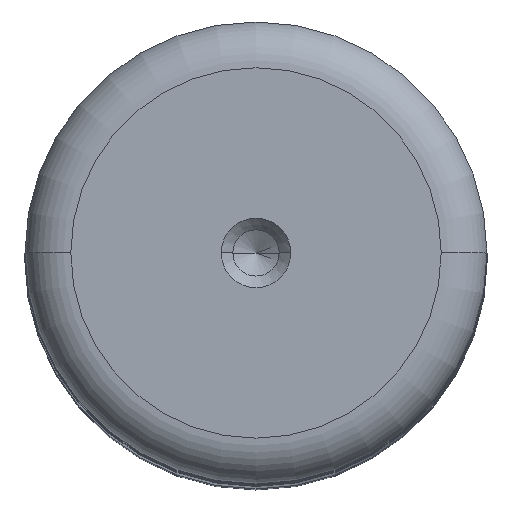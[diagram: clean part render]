
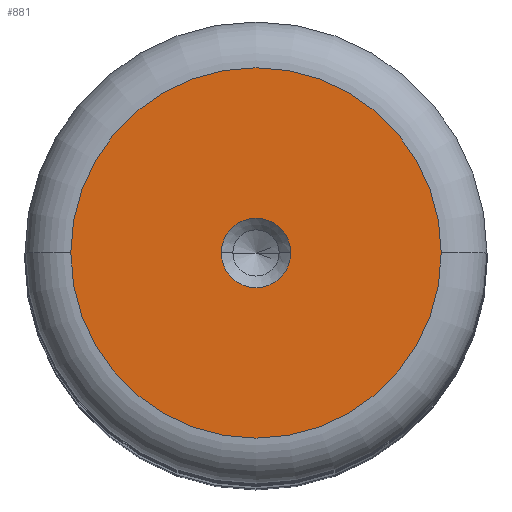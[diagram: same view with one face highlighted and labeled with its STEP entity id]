
A CAD part, top view. The second image highlights one B-rep face of the part: STEP entity #881.
In plain terms, the highlighted planar face has unit normal (0, 0, 1).
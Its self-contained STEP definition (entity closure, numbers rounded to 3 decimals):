
#66 = EDGE_LOOP ( 'NONE', ( #94, #224 ) ) ;
#94 = ORIENTED_EDGE ( 'NONE', *, *, #1442, .F. ) ;
#124 = CARTESIAN_POINT ( 'NONE',  ( 1.5, 0., 140. ) ) ;
#163 = PLANE ( 'NONE',  #706 ) ;
#224 = ORIENTED_EDGE ( 'NONE', *, *, #1667, .F. ) ;
#250 = DIRECTION ( 'NONE',  ( 0., 0., 1. ) ) ;
#306 = CIRCLE ( 'NONE', #1175, 8.013 ) ;
#437 = VERTEX_POINT ( 'NONE', #2508 ) ;
#607 = AXIS2_PLACEMENT_3D ( 'NONE', #2197, #1030, #2394 ) ;
#627 = CARTESIAN_POINT ( 'NONE',  ( -1.5, 0., 140. ) ) ;
#681 = CIRCLE ( 'NONE', #1306, 8.013 ) ;
#706 = AXIS2_PLACEMENT_3D ( 'NONE', #2495, #1925, #763 ) ;
#763 = DIRECTION ( 'NONE',  ( 1., 0., 0. ) ) ;
#782 = DIRECTION ( 'NONE',  ( 0., 0., 1. ) ) ;
#881 = ADVANCED_FACE ( 'NONE', ( #1873, #1811 ), #163, .T. ) ;
#994 = CIRCLE ( 'NONE', #607, 1.5 ) ;
#1013 = CIRCLE ( 'NONE', #2090, 1.5 ) ;
#1030 = DIRECTION ( 'NONE',  ( 0., 0., 1. ) ) ;
#1040 = VERTEX_POINT ( 'NONE', #627 ) ;
#1051 = VERTEX_POINT ( 'NONE', #124 ) ;
#1151 = CARTESIAN_POINT ( 'NONE',  ( 0., 0., 140. ) ) ;
#1175 = AXIS2_PLACEMENT_3D ( 'NONE', #1940, #782, #2130 ) ;
#1306 = AXIS2_PLACEMENT_3D ( 'NONE', #1151, #2504, #1343 ) ;
#1343 = DIRECTION ( 'NONE',  ( 1., 0., 0. ) ) ;
#1371 = ORIENTED_EDGE ( 'NONE', *, *, #2435, .T. ) ;
#1426 = CARTESIAN_POINT ( 'NONE',  ( 0., 0., 140. ) ) ;
#1442 = EDGE_CURVE ( 'NONE', #1051, #1040, #994, .T. ) ;
#1590 = EDGE_CURVE ( 'NONE', #437, #2347, #681, .T. ) ;
#1616 = DIRECTION ( 'NONE',  ( 1., 0., 0. ) ) ;
#1667 = EDGE_CURVE ( 'NONE', #1040, #1051, #1013, .T. ) ;
#1811 = FACE_OUTER_BOUND ( 'NONE', #2181, .T. ) ;
#1873 = FACE_BOUND ( 'NONE', #66, .T. ) ;
#1925 = DIRECTION ( 'NONE',  ( 0., 0., 1. ) ) ;
#1940 = CARTESIAN_POINT ( 'NONE',  ( 0., 0., 140. ) ) ;
#2090 = AXIS2_PLACEMENT_3D ( 'NONE', #1426, #250, #1616 ) ;
#2130 = DIRECTION ( 'NONE',  ( 1., 0., 0. ) ) ;
#2151 = ORIENTED_EDGE ( 'NONE', *, *, #1590, .T. ) ;
#2181 = EDGE_LOOP ( 'NONE', ( #1371, #2151 ) ) ;
#2197 = CARTESIAN_POINT ( 'NONE',  ( 0., 0., 140. ) ) ;
#2259 = CARTESIAN_POINT ( 'NONE',  ( 8.013, 0., 140. ) ) ;
#2347 = VERTEX_POINT ( 'NONE', #2259 ) ;
#2394 = DIRECTION ( 'NONE',  ( 1., 0., 0. ) ) ;
#2435 = EDGE_CURVE ( 'NONE', #2347, #437, #306, .T. ) ;
#2495 = CARTESIAN_POINT ( 'NONE',  ( 0., 0., 140. ) ) ;
#2504 = DIRECTION ( 'NONE',  ( 0., 0., 1. ) ) ;
#2508 = CARTESIAN_POINT ( 'NONE',  ( -8.013, 0., 140. ) ) ;
